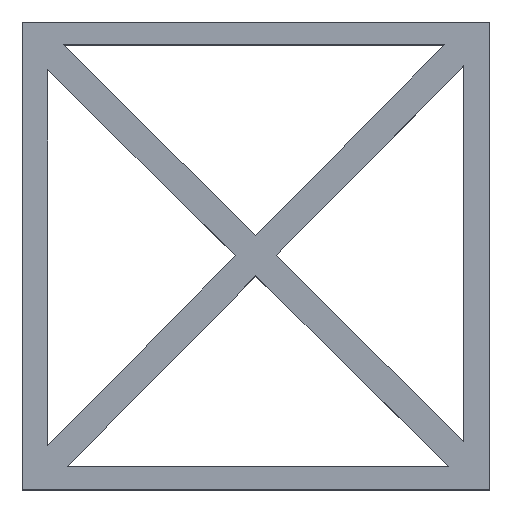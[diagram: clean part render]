
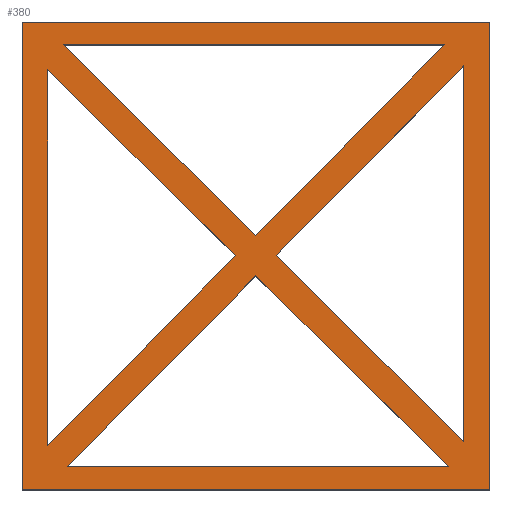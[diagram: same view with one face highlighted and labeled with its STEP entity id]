
A CAD part, top view. The second image highlights one B-rep face of the part: STEP entity #380.
In plain terms, the highlighted planar face has unit normal (0, 0, 1).
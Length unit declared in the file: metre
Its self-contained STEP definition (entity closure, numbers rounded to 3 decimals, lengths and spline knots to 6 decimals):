
#86=ORIENTED_EDGE('',*,*,#151,.F.);
#87=ORIENTED_EDGE('',*,*,#155,.T.);
#88=ORIENTED_EDGE('',*,*,#163,.T.);
#89=ORIENTED_EDGE('',*,*,#144,.F.);
#90=ORIENTED_EDGE('',*,*,#148,.T.);
#91=ORIENTED_EDGE('',*,*,#161,.F.);
#92=ORIENTED_EDGE('',*,*,#137,.F.);
#93=ORIENTED_EDGE('',*,*,#141,.T.);
#94=ORIENTED_EDGE('',*,*,#159,.T.);
#95=ORIENTED_EDGE('',*,*,#130,.F.);
#96=ORIENTED_EDGE('',*,*,#134,.T.);
#97=ORIENTED_EDGE('',*,*,#157,.F.);
#98=ORIENTED_EDGE('',*,*,#120,.T.);
#99=ORIENTED_EDGE('',*,*,#124,.T.);
#100=ORIENTED_EDGE('',*,*,#127,.F.);
#101=ORIENTED_EDGE('',*,*,#165,.F.);
#120=EDGE_CURVE('',#169,#168,#200,.T.);
#124=EDGE_CURVE('',#168,#171,#204,.T.);
#127=EDGE_CURVE('',#173,#171,#207,.T.);
#130=EDGE_CURVE('',#176,#177,#210,.T.);
#134=EDGE_CURVE('',#176,#179,#214,.T.);
#137=EDGE_CURVE('',#182,#183,#217,.T.);
#141=EDGE_CURVE('',#182,#185,#221,.T.);
#144=EDGE_CURVE('',#188,#189,#224,.T.);
#148=EDGE_CURVE('',#188,#191,#228,.T.);
#151=EDGE_CURVE('',#194,#195,#231,.T.);
#155=EDGE_CURVE('',#194,#197,#235,.T.);
#157=EDGE_CURVE('',#177,#179,#237,.T.);
#159=EDGE_CURVE('',#185,#183,#239,.T.);
#161=EDGE_CURVE('',#189,#191,#241,.T.);
#163=EDGE_CURVE('',#197,#195,#243,.T.);
#165=EDGE_CURVE('',#169,#173,#245,.T.);
#168=VERTEX_POINT('',#518);
#169=VERTEX_POINT('',#520);
#171=VERTEX_POINT('',#526);
#173=VERTEX_POINT('',#532);
#176=VERTEX_POINT('',#539);
#177=VERTEX_POINT('',#541);
#179=VERTEX_POINT('',#547);
#182=VERTEX_POINT('',#554);
#183=VERTEX_POINT('',#556);
#185=VERTEX_POINT('',#562);
#188=VERTEX_POINT('',#569);
#189=VERTEX_POINT('',#571);
#191=VERTEX_POINT('',#577);
#194=VERTEX_POINT('',#584);
#195=VERTEX_POINT('',#586);
#197=VERTEX_POINT('',#592);
#200=LINE('',#519,#248);
#204=LINE('',#527,#252);
#207=LINE('',#533,#255);
#210=LINE('',#540,#258);
#214=LINE('',#548,#262);
#217=LINE('',#555,#265);
#221=LINE('',#563,#269);
#224=LINE('',#570,#272);
#228=LINE('',#578,#276);
#231=LINE('',#585,#279);
#235=LINE('',#593,#283);
#237=LINE('',#596,#285);
#239=LINE('',#599,#287);
#241=LINE('',#602,#289);
#243=LINE('',#605,#291);
#245=LINE('',#608,#293);
#248=VECTOR('',#432,1.);
#252=VECTOR('',#438,1.);
#255=VECTOR('',#443,1.);
#258=VECTOR('',#448,1.);
#262=VECTOR('',#454,1.);
#265=VECTOR('',#459,1.);
#269=VECTOR('',#465,1.);
#272=VECTOR('',#470,1.);
#276=VECTOR('',#476,1.);
#279=VECTOR('',#481,1.);
#283=VECTOR('',#487,1.);
#285=VECTOR('',#491,1.);
#287=VECTOR('',#495,1.);
#289=VECTOR('',#499,1.);
#291=VECTOR('',#503,1.);
#293=VECTOR('',#507,1.);
#310=EDGE_LOOP('',(#86,#87,#88));
#311=EDGE_LOOP('',(#89,#90,#91));
#312=EDGE_LOOP('',(#92,#93,#94));
#313=EDGE_LOOP('',(#95,#96,#97));
#314=EDGE_LOOP('',(#98,#99,#100,#101));
#336=FACE_BOUND('',#310,.T.);
#337=FACE_BOUND('',#311,.T.);
#338=FACE_BOUND('',#312,.T.);
#339=FACE_BOUND('',#313,.T.);
#340=FACE_BOUND('',#314,.T.);
#362=PLANE('',#424);
#380=ADVANCED_FACE('',(#336,#337,#338,#339,#340),#362,.T.);
#424=AXIS2_PLACEMENT_3D('',#609,#508,#509);
#432=DIRECTION('',(1.,0.,0.));
#438=DIRECTION('',(0.,1.,0.));
#443=DIRECTION('',(1.,0.,0.));
#448=DIRECTION('',(0.711,-0.703,0.));
#454=DIRECTION('',(1.,0.,0.));
#459=DIRECTION('',(1.,0.,0.));
#465=DIRECTION('',(0.703,0.711,0.));
#470=DIRECTION('',(0.,-1.,0.));
#476=DIRECTION('',(0.711,-0.703,0.));
#481=DIRECTION('',(0.711,-0.703,0.));
#487=DIRECTION('',(0.703,0.711,0.));
#491=DIRECTION('',(0.703,0.711,0.));
#495=DIRECTION('',(0.711,-0.703,0.));
#499=DIRECTION('',(0.703,0.711,0.));
#503=DIRECTION('',(0.,-1.,0.));
#507=DIRECTION('',(0.,1.,0.));
#508=DIRECTION('',(0.,0.,1.));
#509=DIRECTION('',(1.,0.,0.));
#518=CARTESIAN_POINT('',(0.073036,-0.196158,0.025));
#519=CARTESIAN_POINT('',(-0.016964,-0.196158,0.025));
#520=CARTESIAN_POINT('',(-0.106964,-0.196158,0.025));
#526=CARTESIAN_POINT('',(0.073036,-0.016158,0.025));
#527=CARTESIAN_POINT('',(0.073036,-0.106158,0.025));
#532=CARTESIAN_POINT('',(-0.106964,-0.016158,0.025));
#533=CARTESIAN_POINT('',(-0.016964,-0.016158,0.025));
#539=CARTESIAN_POINT('',(-0.091166,-0.02497,0.025));
#540=CARTESIAN_POINT('',(-0.054128,-0.061623,0.025));
#541=CARTESIAN_POINT('',(-0.017089,-0.098276,0.025));
#547=CARTESIAN_POINT('',(0.055452,-0.02497,0.025));
#548=CARTESIAN_POINT('',(-0.017857,-0.02497,0.025));
#554=CARTESIAN_POINT('',(-0.08956,-0.187167,0.025));
#555=CARTESIAN_POINT('',(-0.016251,-0.187167,0.025));
#556=CARTESIAN_POINT('',(0.057058,-0.187167,0.025));
#562=CARTESIAN_POINT('',(-0.017018,-0.113861,0.025));
#563=CARTESIAN_POINT('',(-0.053289,-0.150514,0.025));
#569=CARTESIAN_POINT('',(-0.097159,-0.034555,0.025));
#570=CARTESIAN_POINT('',(-0.097159,-0.106872,0.025));
#571=CARTESIAN_POINT('',(-0.097159,-0.179188,0.025));
#577=CARTESIAN_POINT('',(-0.024847,-0.106114,0.025));
#578=CARTESIAN_POINT('',(-0.061003,-0.070335,0.025));
#584=CARTESIAN_POINT('',(-0.009261,-0.106022,0.025));
#585=CARTESIAN_POINT('',(0.026895,-0.141802,0.025));
#586=CARTESIAN_POINT('',(0.063052,-0.177582,0.025));
#592=CARTESIAN_POINT('',(0.063052,-0.032949,0.025));
#593=CARTESIAN_POINT('',(0.026895,-0.069486,0.025));
#596=CARTESIAN_POINT('',(0.019181,-0.061623,0.025));
#599=CARTESIAN_POINT('',(0.02002,-0.150514,0.025));
#602=CARTESIAN_POINT('',(-0.061003,-0.142651,0.025));
#605=CARTESIAN_POINT('',(0.063052,-0.105265,0.025));
#608=CARTESIAN_POINT('',(-0.106964,-0.106158,0.025));
#609=CARTESIAN_POINT('',(-0.016964,-0.106158,0.025));
